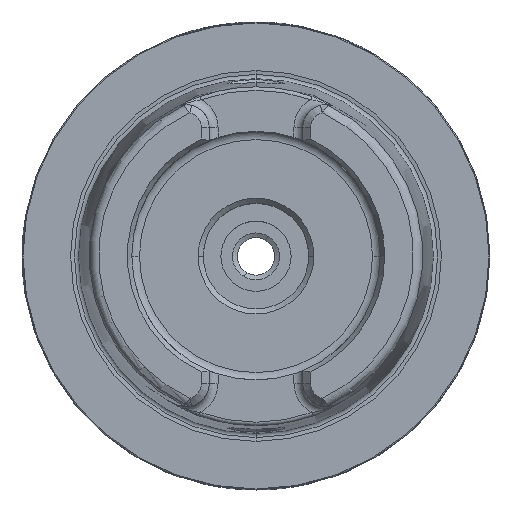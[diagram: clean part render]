
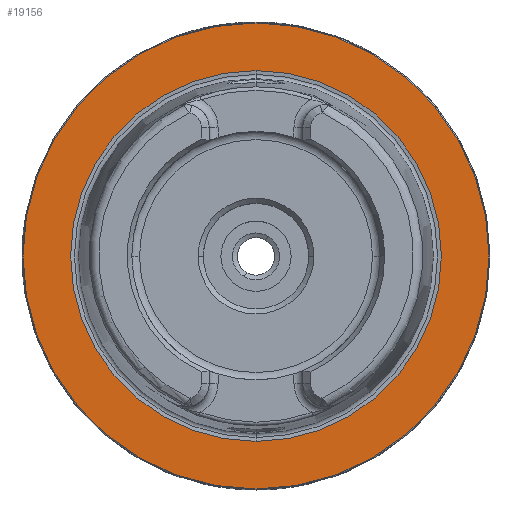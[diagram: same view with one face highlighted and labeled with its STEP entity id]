
A CAD part, top view. The second image highlights one B-rep face of the part: STEP entity #19156.
In plain terms, the highlighted planar face has unit normal (0, 0, 1).
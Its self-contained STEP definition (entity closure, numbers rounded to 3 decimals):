
#2106 = VERTEX_POINT ( 'NONE', #21904 ) ;
#2351 = FACE_OUTER_BOUND ( 'NONE', #26805, .T. ) ;
#2466 = AXIS2_PLACEMENT_3D ( 'NONE', #8976, #24748, #11258 ) ;
#3019 = FACE_BOUND ( 'NONE', #24890, .T. ) ;
#3544 = CARTESIAN_POINT ( 'NONE',  ( 0., 0., 0. ) ) ;
#4185 = CARTESIAN_POINT ( 'NONE',  ( 0., 0., 0. ) ) ;
#5634 = DIRECTION ( 'NONE',  ( 0., 0., 1. ) ) ;
#5780 = DIRECTION ( 'NONE',  ( 0., -1., 0. ) ) ;
#5830 = EDGE_CURVE ( 'NONE', #2106, #27239, #25004, .T. ) ;
#6427 = DIRECTION ( 'NONE',  ( 0., 1., 0. ) ) ;
#6554 = EDGE_CURVE ( 'NONE', #14229, #13194, #12167, .T. ) ;
#7416 = EDGE_CURVE ( 'NONE', #27239, #2106, #11466, .T. ) ;
#7455 = CARTESIAN_POINT ( 'NONE',  ( 0., -49.765, 0. ) ) ;
#8976 = CARTESIAN_POINT ( 'NONE',  ( 0., 0., 0. ) ) ;
#9214 = AXIS2_PLACEMENT_3D ( 'NONE', #19126, #5634, #21401 ) ;
#9289 = ORIENTED_EDGE ( 'NONE', *, *, #7416, .T. ) ;
#10547 = ORIENTED_EDGE ( 'NONE', *, *, #6554, .T. ) ;
#11011 = CARTESIAN_POINT ( 'NONE',  ( 0., 49.965, 0. ) ) ;
#11258 = DIRECTION ( 'NONE',  ( 0., 1., 0. ) ) ;
#11413 = AXIS2_PLACEMENT_3D ( 'NONE', #11011, #26730, #13268 ) ;
#11466 = CIRCLE ( 'NONE', #22493, 39.59 ) ;
#12167 = CIRCLE ( 'NONE', #28237, 49.765 ) ;
#13194 = VERTEX_POINT ( 'NONE', #28301 ) ;
#13268 = DIRECTION ( 'NONE',  ( 0., -1., 0. ) ) ;
#13386 = ORIENTED_EDGE ( 'NONE', *, *, #24214, .T. ) ;
#14229 = VERTEX_POINT ( 'NONE', #7455 ) ;
#19126 = CARTESIAN_POINT ( 'NONE',  ( 0., 0., 0. ) ) ;
#19156 = ADVANCED_FACE ( 'NONE', ( #2351, #3019 ), #26637, .T. ) ;
#19274 = ORIENTED_EDGE ( 'NONE', *, *, #5830, .T. ) ;
#19278 = DIRECTION ( 'NONE',  ( 0., 0., 1. ) ) ;
#19960 = DIRECTION ( 'NONE',  ( 0., 0., -1. ) ) ;
#21401 = DIRECTION ( 'NONE',  ( 0., -1., 0. ) ) ;
#21904 = CARTESIAN_POINT ( 'NONE',  ( 0., -39.59, 0. ) ) ;
#22246 = CIRCLE ( 'NONE', #9214, 49.765 ) ;
#22493 = AXIS2_PLACEMENT_3D ( 'NONE', #4185, #19960, #6427 ) ;
#24214 = EDGE_CURVE ( 'NONE', #13194, #14229, #22246, .T. ) ;
#24748 = DIRECTION ( 'NONE',  ( 0., 0., -1. ) ) ;
#24890 = EDGE_LOOP ( 'NONE', ( #19274, #9289 ) ) ;
#25004 = CIRCLE ( 'NONE', #2466, 39.59 ) ;
#26637 = PLANE ( 'NONE',  #11413 ) ;
#26730 = DIRECTION ( 'NONE',  ( 0., 0., 1. ) ) ;
#26805 = EDGE_LOOP ( 'NONE', ( #10547, #13386 ) ) ;
#27239 = VERTEX_POINT ( 'NONE', #29087 ) ;
#28237 = AXIS2_PLACEMENT_3D ( 'NONE', #3544, #19278, #5780 ) ;
#28301 = CARTESIAN_POINT ( 'NONE',  ( 0., 49.765, 0. ) ) ;
#29087 = CARTESIAN_POINT ( 'NONE',  ( 0., 39.59, 0. ) ) ;
